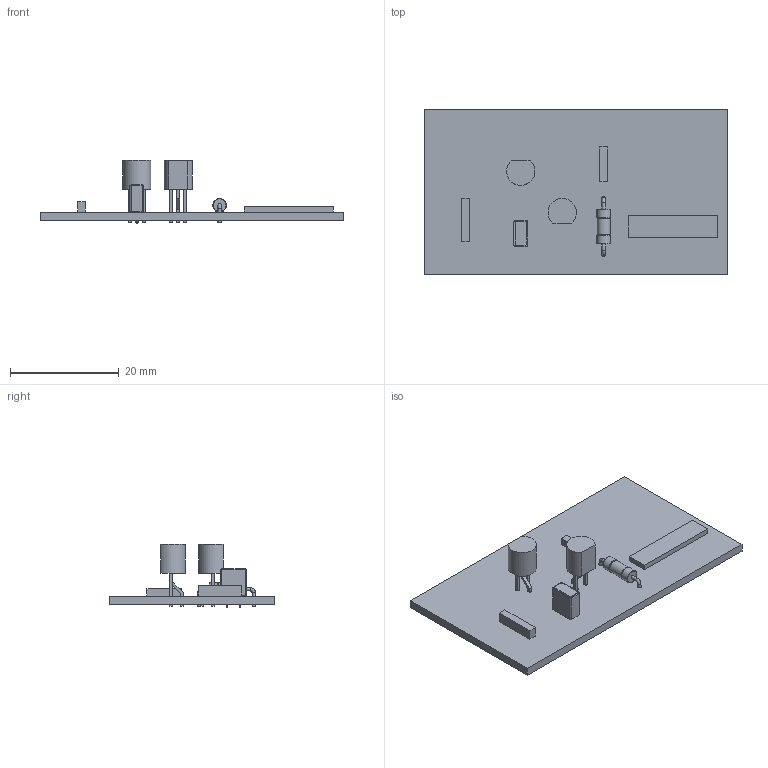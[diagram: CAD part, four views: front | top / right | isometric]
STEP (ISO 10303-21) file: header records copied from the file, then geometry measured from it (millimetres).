
FILE_DESCRIPTION(/* description */ (''),/* implementation_level */ '2;1');
FILE_NAME(/* name */ '45245166-033d-4540-8d42-ce09c0e3d0e0.stp',/* time_stamp */ '2018-12-01T16:46:10+00:00',/* author */ (''),/* organization */ (''),/* preprocessor_version */ 'ST-DEVELOPER v17.2',/* originating_system */ 'Autodesk Translation Framework v7.6.0.251',/* authorisation */ '');
FILE_SCHEMA (('AUTOMOTIVE_DESIGN { 1 0 10303 214 3 1 1 }'));
Length unit declared in the file: millimetre
Products named in the file (9): 45245166-033d-4540-8d42-ce09c0e3d0e0; PCB Component; Board; 3V; 0.1uF; BUZZER; D1160_12; 293906; 6.8K
Assembly tree (9 placements, depth 3):
  45245166-033d-4540-8d42-ce09c0e3d0e0
    PCB Component
      Board
      3V
      0.1uF
      BUZZER
      D1160_12
      293906  x2
      6.8K
Bounding box: 55.88 x 30.48 x 11.6 mm (x, y, z)
Volume: 3061.8 mm3; surface area: 4509.6 mm2
Topology: 8 solids, 8 shells, 140 faces, 345 edges, 233 vertices
Faces by surface type: plane 98, cylinder 34, torus 8
Full cylindrical faces by diameter (mm): 0.6 x4, 0.7 x2, 0.8 x1, 0.813 x10, 0.9 x2, 2 x2, 2.375 x1, 2.5 x2
Entity records: 4015 total; most frequent: DIRECTION 660, CARTESIAN_POINT 623, ORIENTED_EDGE 582, EDGE_CURVE 291, AXIS2_PLACEMENT_3D 234, VERTEX_POINT 197, LINE 192, VECTOR 192
